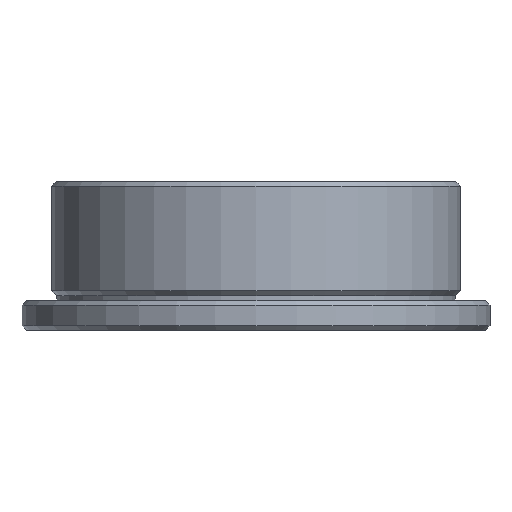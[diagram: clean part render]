
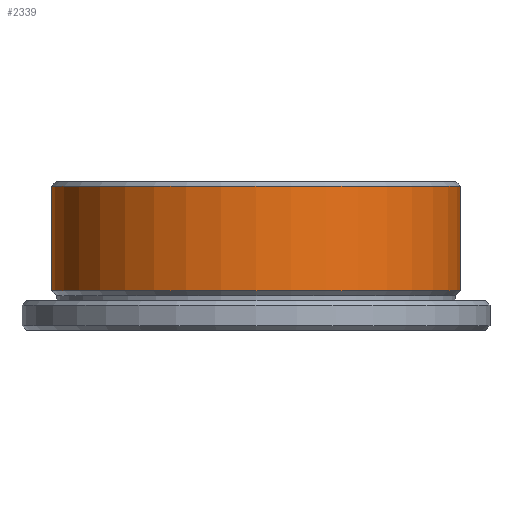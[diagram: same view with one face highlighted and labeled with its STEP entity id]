
A CAD part, left-side view. The second image highlights one B-rep face of the part: STEP entity #2339.
In plain terms, the highlighted cylindrical face has radius 5.5 mm (diameter 11 mm), a partial arc.
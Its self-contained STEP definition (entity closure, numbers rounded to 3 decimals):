
#8 = EDGE_LOOP ( 'NONE', ( #2563, #414, #448, #2088 ) ) ;
#51 = DIRECTION ( 'NONE',  ( 0., -1., 0. ) ) ;
#113 = CIRCLE ( 'NONE', #494, 5.5 ) ;
#128 = DIRECTION ( 'NONE',  ( 0., 0., -1. ) ) ;
#155 = EDGE_CURVE ( 'NONE', #1828, #375, #1282, .T. ) ;
#172 = VECTOR ( 'NONE', #2436, 1000. ) ;
#230 = VECTOR ( 'NONE', #814, 1000. ) ;
#375 = VERTEX_POINT ( 'NONE', #1107 ) ;
#414 = ORIENTED_EDGE ( 'NONE', *, *, #155, .T. ) ;
#419 = DIRECTION ( 'NONE',  ( 0., 0., 1. ) ) ;
#448 = ORIENTED_EDGE ( 'NONE', *, *, #455, .T. ) ;
#455 = EDGE_CURVE ( 'NONE', #375, #1377, #1341, .T. ) ;
#494 = AXIS2_PLACEMENT_3D ( 'NONE', #500, #128, #1491 ) ;
#500 = CARTESIAN_POINT ( 'NONE',  ( 0., 0., 1.878 ) ) ;
#562 = EDGE_CURVE ( 'NONE', #1377, #2209, #113, .T. ) ;
#583 = FACE_OUTER_BOUND ( 'NONE', #8, .T. ) ;
#768 = LINE ( 'NONE', #1841, #230 ) ;
#782 = AXIS2_PLACEMENT_3D ( 'NONE', #2236, #419, #51 ) ;
#804 = CARTESIAN_POINT ( 'NONE',  ( 0., 0., 0. ) ) ;
#814 = DIRECTION ( 'NONE',  ( 0., 0., 1. ) ) ;
#842 = CARTESIAN_POINT ( 'NONE',  ( 0., 5.5, 1.878 ) ) ;
#881 = CARTESIAN_POINT ( 'NONE',  ( 0., -5.5, 0. ) ) ;
#922 = CARTESIAN_POINT ( 'NONE',  ( 0., -5.5, 1.878 ) ) ;
#1046 = CARTESIAN_POINT ( 'NONE',  ( 0., 5.5, -0.935 ) ) ;
#1107 = CARTESIAN_POINT ( 'NONE',  ( 0., -5.5, -0.935 ) ) ;
#1282 = CIRCLE ( 'NONE', #782, 5.5 ) ;
#1341 = LINE ( 'NONE', #881, #172 ) ;
#1377 = VERTEX_POINT ( 'NONE', #922 ) ;
#1404 = DIRECTION ( 'NONE',  ( 0., -1., 0. ) ) ;
#1431 = CYLINDRICAL_SURFACE ( 'NONE', #1839, 5.5 ) ;
#1491 = DIRECTION ( 'NONE',  ( 0., 1., 0. ) ) ;
#1794 = EDGE_CURVE ( 'NONE', #1828, #2209, #768, .T. ) ;
#1828 = VERTEX_POINT ( 'NONE', #1046 ) ;
#1839 = AXIS2_PLACEMENT_3D ( 'NONE', #804, #1957, #1404 ) ;
#1841 = CARTESIAN_POINT ( 'NONE',  ( 0., 5.5, 0. ) ) ;
#1957 = DIRECTION ( 'NONE',  ( 0., 0., 1. ) ) ;
#2088 = ORIENTED_EDGE ( 'NONE', *, *, #562, .T. ) ;
#2209 = VERTEX_POINT ( 'NONE', #842 ) ;
#2236 = CARTESIAN_POINT ( 'NONE',  ( 0., 0., -0.935 ) ) ;
#2339 = ADVANCED_FACE ( 'NONE', ( #583 ), #1431, .T. ) ;
#2436 = DIRECTION ( 'NONE',  ( 0., 0., 1. ) ) ;
#2563 = ORIENTED_EDGE ( 'NONE', *, *, #1794, .F. ) ;
